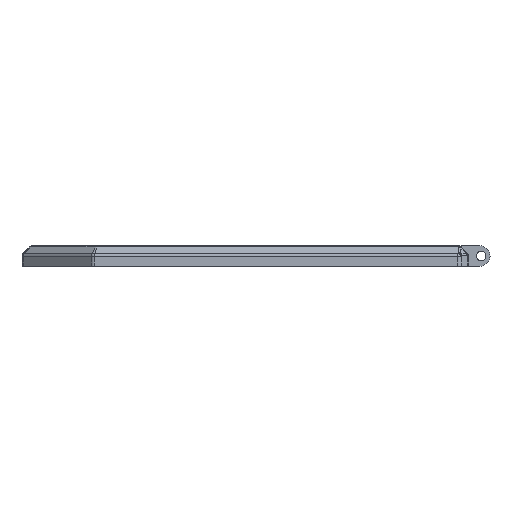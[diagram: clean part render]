
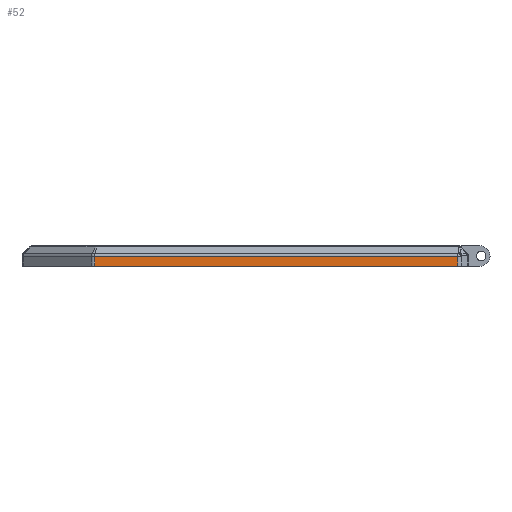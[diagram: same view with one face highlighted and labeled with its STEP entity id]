
A CAD part, front view. The second image highlights one B-rep face of the part: STEP entity #52.
In plain terms, the highlighted planar face has unit normal (0, -1, 0).
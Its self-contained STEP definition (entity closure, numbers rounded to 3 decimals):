
#52 = ADVANCED_FACE ( 'NONE', ( #5420 ), #10095, .F. ) ;
#184 = EDGE_CURVE ( 'NONE', #7116, #757, #4616, .T. ) ;
#374 = DIRECTION ( 'NONE',  ( 0., 0., -1. ) ) ;
#757 = VERTEX_POINT ( 'NONE', #8998 ) ;
#1543 = DIRECTION ( 'NONE',  ( 0., 0., 1. ) ) ;
#1620 = VECTOR ( 'NONE', #6706, 1000. ) ;
#1907 = LINE ( 'NONE', #8273, #3233 ) ;
#2061 = EDGE_CURVE ( 'NONE', #8657, #5181, #5036, .T. ) ;
#2678 = CARTESIAN_POINT ( 'NONE',  ( 24.621, 0., 0. ) ) ;
#2713 = CARTESIAN_POINT ( 'NONE',  ( 147.629, 0., 4. ) ) ;
#3233 = VECTOR ( 'NONE', #8329, 1000. ) ;
#4441 = CARTESIAN_POINT ( 'NONE',  ( 10.5, 0., 7. ) ) ;
#4578 = VECTOR ( 'NONE', #7119, 1000. ) ;
#4616 = LINE ( 'NONE', #2713, #1620 ) ;
#5036 = LINE ( 'NONE', #8620, #5754 ) ;
#5181 = VERTEX_POINT ( 'NONE', #2678 ) ;
#5360 = DIRECTION ( 'NONE',  ( 0., 1., 0. ) ) ;
#5420 = FACE_OUTER_BOUND ( 'NONE', #7847, .T. ) ;
#5625 = EDGE_CURVE ( 'NONE', #5181, #7116, #7953, .T. ) ;
#5754 = VECTOR ( 'NONE', #374, 1000. ) ;
#6337 = ORIENTED_EDGE ( 'NONE', *, *, #5625, .T. ) ;
#6569 = CARTESIAN_POINT ( 'NONE',  ( 24.621, 0., 3.379 ) ) ;
#6706 = DIRECTION ( 'NONE',  ( 0., 0., 1. ) ) ;
#7116 = VERTEX_POINT ( 'NONE', #9607 ) ;
#7119 = DIRECTION ( 'NONE',  ( 1., 0., 0. ) ) ;
#7322 = ORIENTED_EDGE ( 'NONE', *, *, #2061, .T. ) ;
#7714 = ORIENTED_EDGE ( 'NONE', *, *, #8532, .T. ) ;
#7847 = EDGE_LOOP ( 'NONE', ( #6337, #8847, #7714, #7322 ) ) ;
#7953 = LINE ( 'NONE', #9951, #4578 ) ;
#8273 = CARTESIAN_POINT ( 'NONE',  ( 24., 0., 3.379 ) ) ;
#8329 = DIRECTION ( 'NONE',  ( -1., 0., 0. ) ) ;
#8532 = EDGE_CURVE ( 'NONE', #757, #8657, #1907, .T. ) ;
#8620 = CARTESIAN_POINT ( 'NONE',  ( 24.621, 0., 0. ) ) ;
#8657 = VERTEX_POINT ( 'NONE', #6569 ) ;
#8847 = ORIENTED_EDGE ( 'NONE', *, *, #184, .T. ) ;
#8998 = CARTESIAN_POINT ( 'NONE',  ( 147.629, 0., 3.379 ) ) ;
#9607 = CARTESIAN_POINT ( 'NONE',  ( 147.629, 0., 0. ) ) ;
#9792 = AXIS2_PLACEMENT_3D ( 'NONE', #4441, #5360, #1543 ) ;
#9951 = CARTESIAN_POINT ( 'NONE',  ( 10.5, 0., 0. ) ) ;
#10095 = PLANE ( 'NONE',  #9792 ) ;
